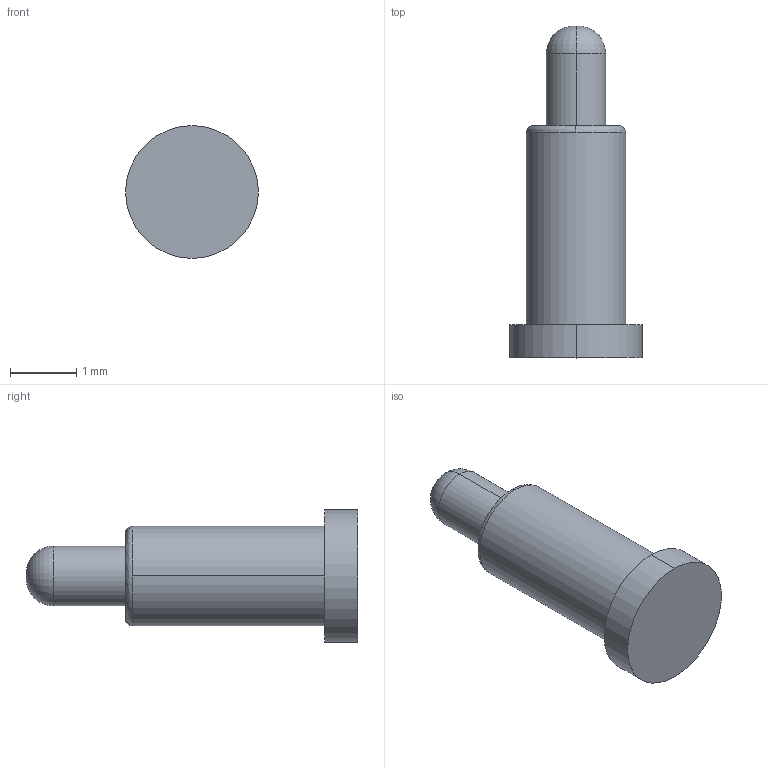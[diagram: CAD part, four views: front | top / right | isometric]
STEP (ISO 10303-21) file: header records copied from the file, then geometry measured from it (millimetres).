
FILE_DESCRIPTION (( 'STEP AP214' ), '1' );
FILE_NAME ('Same_Sky_CPG-01-SMT-TR.step', '2024-10-01T18:27:20', ( '' ), ( '' ), 'SwSTEP 2.0', 'SolidWorks 2024', '' );
FILE_SCHEMA (( 'AUTOMOTIVE_DESIGN' ));
Length unit declared in the file: inch
Products named in the file (1): Same_Sky_CPG-01-SMT-TR
Bounding box: 2 x 5 x 2 mm (x, y, z)
Volume: 7.7 mm3; surface area: 27 mm2
Topology: 1 solids, 1 shells, 14 faces, 28 edges, 18 vertices
Faces by surface type: cylinder 6, plane 4, torus 2, bspline 2
Entity records: 511 total; most frequent: CARTESIAN_POINT 189, DIRECTION 68, ORIENTED_EDGE 56, AXIS2_PLACEMENT_3D 31, EDGE_CURVE 28, CIRCLE 18, VERTEX_POINT 18, EDGE_LOOP 16
